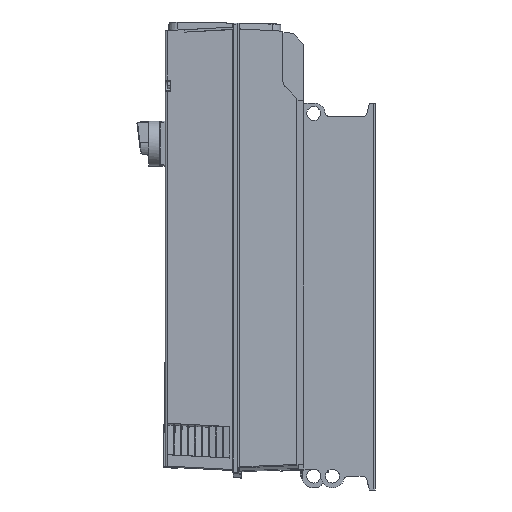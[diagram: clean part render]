
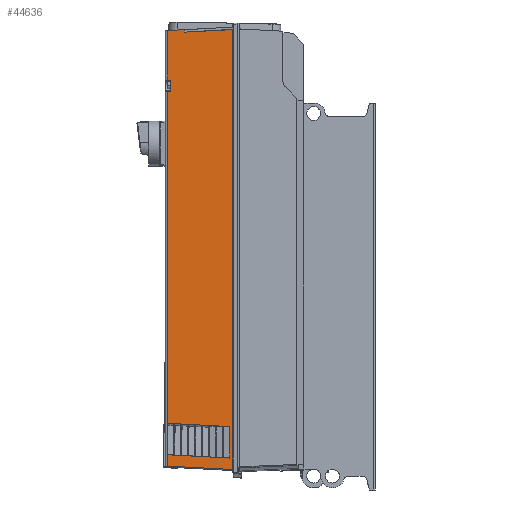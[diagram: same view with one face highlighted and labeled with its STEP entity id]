
A CAD part, left-side view. The second image highlights one B-rep face of the part: STEP entity #44636.
In plain terms, the highlighted planar face has unit normal (-1, 0.018, 0).
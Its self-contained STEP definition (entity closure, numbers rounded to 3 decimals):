
#7547=DIRECTION('',(0.017,0.998,-0.052));
#7548=VECTOR('',#7547,0.958);
#7549=CARTESIAN_POINT('',(-3.886,6.703,4.14));
#7550=LINE('',#7549,#7548);
#8852=DIRECTION('',(0.,0.,-1.));
#8853=VECTOR('',#8852,21.169);
#8854=CARTESIAN_POINT('',(-3.869,7.66,
0.671));
#8855=LINE('',#8854,#8853);
#8856=DIRECTION('',(0.017,1.,0.));
#8857=VECTOR('',#8856,0.199);
#8858=CARTESIAN_POINT('',(-3.872,7.461,
0.67));
#8859=LINE('',#8858,#8857);
#8930=DIRECTION('',(0.017,0.998,0.052));
#8931=VECTOR('',#8930,3.703);
#8932=CARTESIAN_POINT('',(-3.933,3.963,
-20.692));
#8933=LINE('',#8932,#8931);
#8934=DIRECTION('',(0.,0.,1.));
#8935=VECTOR('',#8934,0.628);
#8936=CARTESIAN_POINT('',(-3.872,7.461,
0.67));
#8937=LINE('',#8936,#8935);
#8938=DIRECTION('',(0.017,1.,0.));
#8939=VECTOR('',#8938,0.199);
#8940=CARTESIAN_POINT('',(-3.872,7.461,1.298));
#8941=LINE('',#8940,#8939);
#8942=DIRECTION('',(-0.017,-0.998,0.052));
#8943=VECTOR('',#8942,2.711);
#8944=CARTESIAN_POINT('',(-3.886,6.703,4.002));
#8945=LINE('',#8944,#8943);
#8946=DIRECTION('',(0.,0.,1.));
#8947=VECTOR('',#8946,1.779);
#8948=CARTESIAN_POINT('',(-3.931,4.114,
-20.046));
#8949=LINE('',#8948,#8947);
#8950=DIRECTION('',(0.017,0.998,0.052));
#8951=VECTOR('',#8950,3.542);
#8952=CARTESIAN_POINT('',(-3.931,4.114,
-18.267));
#8953=LINE('',#8952,#8951);
#8954=DIRECTION('',(-0.017,-0.998,-0.052));
#8955=VECTOR('',#8954,3.532);
#8956=CARTESIAN_POINT('',(-3.869,7.641,
-19.862));
#8957=LINE('',#8956,#8955);
#8994=DIRECTION('',(0.,0.,1.));
#8995=VECTOR('',#8994,24.806);
#8996=CARTESIAN_POINT('',(-3.933,3.963,
-20.692));
#8997=LINE('',#8996,#8995);
#9025=CARTESIAN_POINT('',(-3.933,3.963,4.114));
#9026=CARTESIAN_POINT('',(-3.933,3.963,4.125));
#9027=CARTESIAN_POINT('',(-3.933,3.971,4.137));
#9028=CARTESIAN_POINT('',(-3.933,3.985,4.145));
#9029=CARTESIAN_POINT('',(-3.933,3.996,4.144));
#9051=DIRECTION('',(0.,0.,1.));
#9052=VECTOR('',#9051,0.138);
#9053=CARTESIAN_POINT('',(-3.886,6.703,4.002));
#9054=LINE('',#9053,#9052);
#9650=DIRECTION('',(0.,0.,-1.));
#9651=VECTOR('',#9650,2.792);
#9652=CARTESIAN_POINT('',(-3.869,7.66,4.09));
#9653=LINE('',#9652,#9651);
#10046=DIRECTION('',(0.,0.006,1.));
#10047=VECTOR('',#10046,1.78);
#10048=CARTESIAN_POINT('',(-3.869,7.641,
-19.862));
#10049=LINE('',#10048,#10047);
#31287=CARTESIAN_POINT('',(-3.886,6.703,
4.14));
#31288=VERTEX_POINT('',#31287);
#31289=CARTESIAN_POINT('',(-3.869,7.66,
4.09));
#31290=VERTEX_POINT('',#31289);
#31301=CARTESIAN_POINT('',(-3.886,6.703,
4.002));
#31302=VERTEX_POINT('',#31301);
#31318=CARTESIAN_POINT('',(-3.933,3.963,
-20.692));
#31319=VERTEX_POINT('',#31318);
#31320=CARTESIAN_POINT('',(-3.933,3.963,
4.114));
#31321=VERTEX_POINT('',#31320);
#31343=CARTESIAN_POINT('',(-3.869,7.66,
-20.498));
#31344=VERTEX_POINT('',#31343);
#31347=CARTESIAN_POINT('',(-3.869,7.66,
0.671));
#31348=VERTEX_POINT('',#31347);
#31349=CARTESIAN_POINT('',(-3.872,7.461,
0.67));
#31350=VERTEX_POINT('',#31349);
#31351=CARTESIAN_POINT('',(-3.872,7.461,
1.298));
#31352=VERTEX_POINT('',#31351);
#31353=CARTESIAN_POINT('',(-3.869,7.66,
1.298));
#31354=VERTEX_POINT('',#31353);
#31355=CARTESIAN_POINT('',(-3.933,3.996,
4.144));
#31356=VERTEX_POINT('',#31355);
#31357=CARTESIAN_POINT('',(-3.931,4.114,
-20.046));
#31358=CARTESIAN_POINT('',(-3.931,4.114,
-18.267));
#31359=VERTEX_POINT('',#31357);
#31360=VERTEX_POINT('',#31358);
#31361=CARTESIAN_POINT('',(-3.869,7.651,
-18.082));
#31362=VERTEX_POINT('',#31361);
#31363=CARTESIAN_POINT('',(-3.869,7.641,
-19.862));
#31364=VERTEX_POINT('',#31363);
#44602=CARTESIAN_POINT('',(-3.937,3.76,
-20.807));
#44603=DIRECTION('',(-1.,0.017,0.));
#44604=DIRECTION('',(0.,0.,-1.));
#44605=AXIS2_PLACEMENT_3D('',#44602,#44603,#44604);
#44606=PLANE('',#44605);
#44608=ORIENTED_EDGE('',*,*,#44607,.T.);
#44609=ORIENTED_EDGE('',*,*,#44493,.F.);
#44610=ORIENTED_EDGE('',*,*,#44514,.F.);
#44611=ORIENTED_EDGE('',*,*,#44584,.T.);
#44612=ORIENTED_EDGE('',*,*,#44563,.T.);
#44614=ORIENTED_EDGE('',*,*,#44613,.F.);
#44615=ORIENTED_EDGE('',*,*,#42714,.F.);
#44617=ORIENTED_EDGE('',*,*,#44616,.F.);
#44619=ORIENTED_EDGE('',*,*,#44618,.T.);
#44621=ORIENTED_EDGE('',*,*,#44620,.F.);
#44623=ORIENTED_EDGE('',*,*,#44622,.F.);
#44624=EDGE_LOOP('',(#44608,#44609,#44610,#44611,#44612,#44614,#44615,#44617,
#44619,#44621,#44623));
#44625=FACE_OUTER_BOUND('',#44624,.F.);
#44627=ORIENTED_EDGE('',*,*,#44626,.T.);
#44629=ORIENTED_EDGE('',*,*,#44628,.T.);
#44631=ORIENTED_EDGE('',*,*,#44630,.F.);
#44633=ORIENTED_EDGE('',*,*,#44632,.T.);
#44634=EDGE_LOOP('',(#44627,#44629,#44631,#44633));
#44635=FACE_BOUND('',#44634,.F.);
#9030=B_SPLINE_CURVE_WITH_KNOTS('',3,(#9025,#9026,#9027,#9028,#9029),
.UNSPECIFIED.,.F.,.F.,(4,1,4),(0.,0.5,1.),.UNSPECIFIED.);
#42714=EDGE_CURVE('',#31288,#31290,#7550,.T.);
#44493=EDGE_CURVE('',#31348,#31344,#8855,.T.);
#44514=EDGE_CURVE('',#31350,#31348,#8859,.T.);
#44563=EDGE_CURVE('',#31352,#31354,#8941,.T.);
#44584=EDGE_CURVE('',#31350,#31352,#8937,.T.);
#44607=EDGE_CURVE('',#31319,#31344,#8933,.T.);
#44613=EDGE_CURVE('',#31290,#31354,#9653,.T.);
#44616=EDGE_CURVE('',#31302,#31288,#9054,.T.);
#44618=EDGE_CURVE('',#31302,#31356,#8945,.T.);
#44620=EDGE_CURVE('',#31321,#31356,#9030,.T.);
#44622=EDGE_CURVE('',#31319,#31321,#8997,.T.);
#44626=EDGE_CURVE('',#31359,#31360,#8949,.T.);
#44628=EDGE_CURVE('',#31360,#31362,#8953,.T.);
#44630=EDGE_CURVE('',#31364,#31362,#10049,.T.);
#44632=EDGE_CURVE('',#31364,#31359,#8957,.T.);
#44636=ADVANCED_FACE('',(#44625,#44635),#44606,.T.);
